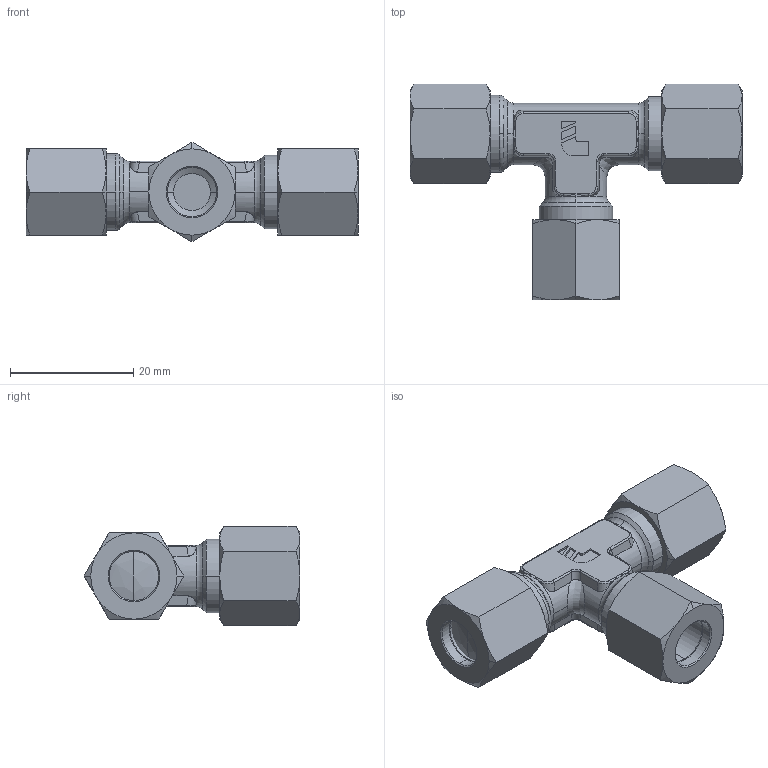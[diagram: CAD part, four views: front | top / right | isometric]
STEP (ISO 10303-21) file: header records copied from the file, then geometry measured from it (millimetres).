
FILE_DESCRIPTION(('STEP AP214'),'1');
FILE_NAME('0104_08_00.stp','2016-07-07T14:21:13',('TraceParts'),('TraceParts S.A.'),'Spatial InterOp 3D',' ',' ');
FILE_SCHEMA(('automotive_design'));
Length unit declared in the file: millimetre
Products named in the file (7): 0104-08-00_asm|0104-08-00U:1#0104-08-00U;0104-08-00U; 0104-08-00_asm|0124-08-00:1#0124-08-00;0124-08-00; 0104-08-00_asm|0124-08-00:2#0124-08-00;0124-08-00; 0104-08-00_asm|0124-08-00:3#0124-08-00;0124-08-00; 0104-08-00_asm|0110-08-00:1#0110-08-00;0110-08-00; 0104-08-00_asm|0110-08-00:2#0110-08-00;0110-08-00; 0104-08-00_asm|0110-08-00:3#0110-08-00;0110-08-00
Bounding box: 53.9 x 35.03 x 16.17 mm (x, y, z)
Volume: 9189.3 mm3; surface area: 7834.3 mm2
Topology: 7 solids, 7 shells, 292 faces, 682 edges, 408 vertices
Faces by surface type: cylinder 90, cone 86, plane 74, torus 22, bspline 18, sphere 2
Entity records: 12519 total; most frequent: CARTESIAN_POINT 3536, DIRECTION 1407, ORIENTED_EDGE 1364, EDGE_CURVE 682, AXIS2_PLACEMENT_3D 579, VERTEX_POINT 408, EDGE_LOOP 308, STYLED_ITEM 299
